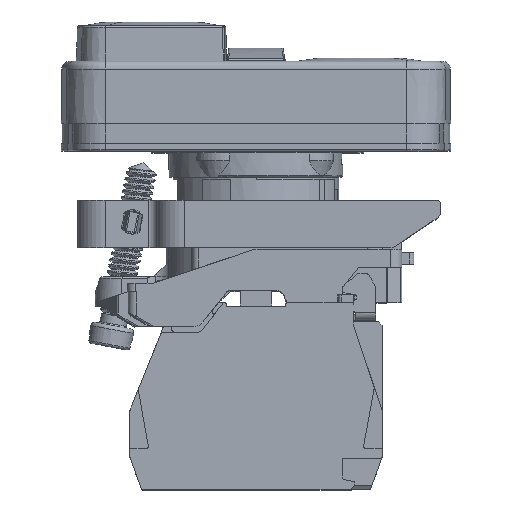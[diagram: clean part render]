
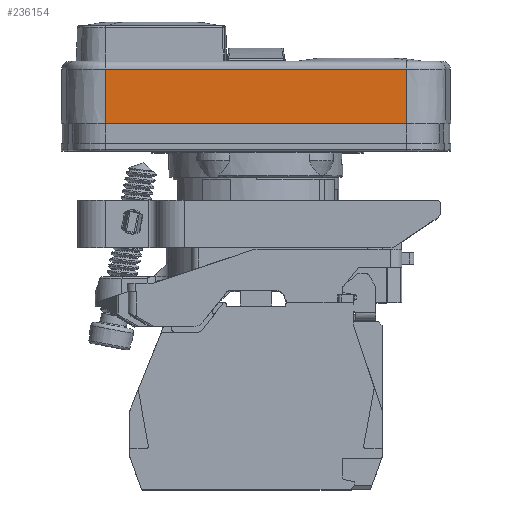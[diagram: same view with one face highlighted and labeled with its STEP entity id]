
A CAD part, top view. The second image highlights one B-rep face of the part: STEP entity #236154.
In plain terms, the highlighted face is planar.
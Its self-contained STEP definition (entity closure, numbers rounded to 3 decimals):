
#202647=DIRECTION('',(0.,0.,1.));
#202648=VECTOR('',#202647,38.212);
#202649=CARTESIAN_POINT('',(-14.706,28.206,
-19.106));
#202650=LINE('',#202649,#202648);
#202651=DIRECTION('',(-0.006,-1.,
0.));
#202652=VECTOR('',#202651,6.906);
#202653=CARTESIAN_POINT('',(-14.706,28.206,
19.106));
#202654=LINE('',#202653,#202652);
#202655=DIRECTION('',(0.,0.,1.));
#202656=VECTOR('',#202655,38.212);
#202657=CARTESIAN_POINT('',(-14.75,21.3,-19.106));
#202658=LINE('',#202657,#202656);
#202659=DIRECTION('',(-0.006,-1.,
0.));
#202660=VECTOR('',#202659,6.906);
#202661=CARTESIAN_POINT('',(-14.706,28.206,
-19.106));
#202662=LINE('',#202661,#202660);
#212101=CARTESIAN_POINT('',(-14.75,21.3,-19.106));
#212102=CARTESIAN_POINT('',(-14.75,21.3,19.106));
#212103=VERTEX_POINT('',#212101);
#212104=VERTEX_POINT('',#212102);
#212119=CARTESIAN_POINT('',(-14.706,28.206,
-19.106));
#212120=VERTEX_POINT('',#212119);
#212123=CARTESIAN_POINT('',(-14.706,28.206,
19.106));
#212124=VERTEX_POINT('',#212123);
#236142=CARTESIAN_POINT('',(-14.75,21.3,-24.143));
#236143=DIRECTION('',(-1.,0.006,0.));
#236144=DIRECTION('',(0.,0.,-1.));
#236145=AXIS2_PLACEMENT_3D('',#236142,#236143,#236144);
#236146=PLANE('',#236145);
#236147=ORIENTED_EDGE('',*,*,#236089,.T.);
#236148=ORIENTED_EDGE('',*,*,#236130,.T.);
#236149=ORIENTED_EDGE('',*,*,#235889,.F.);
#236151=ORIENTED_EDGE('',*,*,#236150,.F.);
#236152=EDGE_LOOP('',(#236147,#236148,#236149,#236151));
#236153=FACE_OUTER_BOUND('',#236152,.F.);
#235889=EDGE_CURVE('',#212103,#212104,#202658,.T.);
#236089=EDGE_CURVE('',#212120,#212124,#202650,.T.);
#236130=EDGE_CURVE('',#212124,#212104,#202654,.T.);
#236150=EDGE_CURVE('',#212120,#212103,#202662,.T.);
#236154=ADVANCED_FACE('',(#236153),#236146,.T.);
